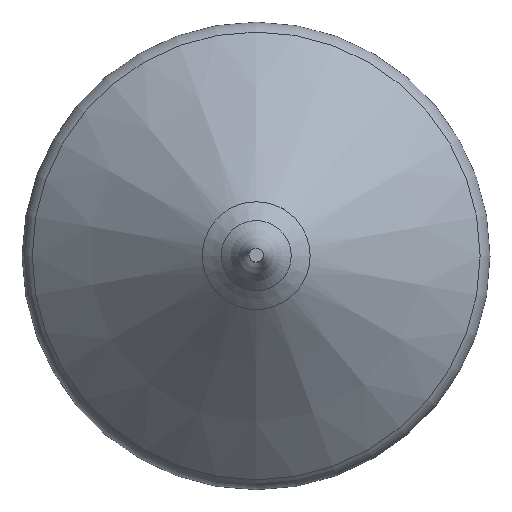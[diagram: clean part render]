
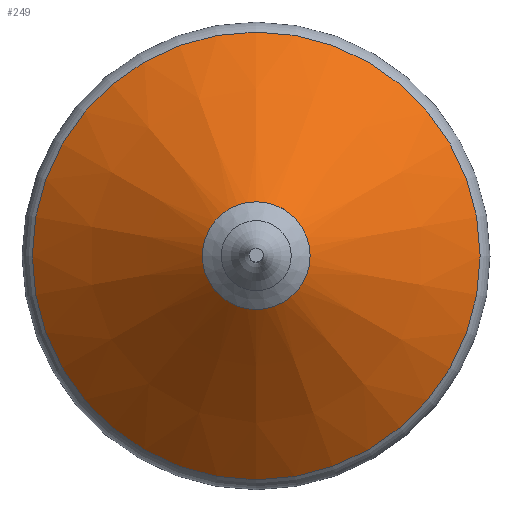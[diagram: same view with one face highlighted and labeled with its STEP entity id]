
A CAD part, top view. The second image highlights one B-rep face of the part: STEP entity #249.
In plain terms, the highlighted conical face has half-angle 48.322 degrees and reference radius 96.19 mm.
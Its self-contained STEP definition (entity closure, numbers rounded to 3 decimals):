
#30=FACE_OUTER_BOUND('',#47,.T.);
#47=EDGE_LOOP('',(#190,#191,#192,#193,#194));
#64=LINE('',#460,#74);
#74=VECTOR('',#369,96.19);
#84=CIRCLE('',#290,38.441);
#92=CIRCLE('',#302,160.379);
#93=CIRCLE('',#303,160.379);
#111=VERTEX_POINT('',#438);
#117=VERTEX_POINT('',#459);
#118=VERTEX_POINT('',#461);
#134=EDGE_CURVE('',#111,#111,#84,.T.);
#144=EDGE_CURVE('',#111,#117,#64,.T.);
#145=EDGE_CURVE('',#117,#118,#92,.T.);
#146=EDGE_CURVE('',#118,#117,#93,.T.);
#190=ORIENTED_EDGE('',*,*,#134,.T.);
#191=ORIENTED_EDGE('',*,*,#144,.T.);
#192=ORIENTED_EDGE('',*,*,#145,.T.);
#193=ORIENTED_EDGE('',*,*,#146,.T.);
#194=ORIENTED_EDGE('',*,*,#144,.F.);
#240=CONICAL_SURFACE('',#301,96.19,0.843);
#249=ADVANCED_FACE('',(#30),#240,.T.);
#290=AXIS2_PLACEMENT_3D('',#440,#343,#344);
#301=AXIS2_PLACEMENT_3D('',#458,#367,#368);
#302=AXIS2_PLACEMENT_3D('',#462,#370,#371);
#303=AXIS2_PLACEMENT_3D('',#463,#372,#373);
#343=DIRECTION('center_axis',(0.,0.,-1.));
#344=DIRECTION('ref_axis',(0.,-1.,0.));
#367=DIRECTION('center_axis',(0.,0.,-1.));
#368=DIRECTION('ref_axis',(0.,-1.,0.));
#369=DIRECTION('',(0.,0.747,-0.665));
#370=DIRECTION('center_axis',(0.,0.,1.));
#371=DIRECTION('ref_axis',(1.,0.,0.));
#372=DIRECTION('center_axis',(0.,0.,1.));
#373=DIRECTION('ref_axis',(1.,0.,0.));
#438=CARTESIAN_POINT('',(0.,38.441,-3.021));
#440=CARTESIAN_POINT('Origin',(0.,0.,
-3.021));
#458=CARTESIAN_POINT('Origin',(0.,0.,
-54.435));
#459=CARTESIAN_POINT('',(0.,160.379,-111.582));
#460=CARTESIAN_POINT('',(0.,96.19,-54.435));
#461=CARTESIAN_POINT('',(-160.379,0.,-111.582));
#462=CARTESIAN_POINT('Origin',(0.,0.,
-111.582));
#463=CARTESIAN_POINT('Origin',(0.,0.,
-111.582));
